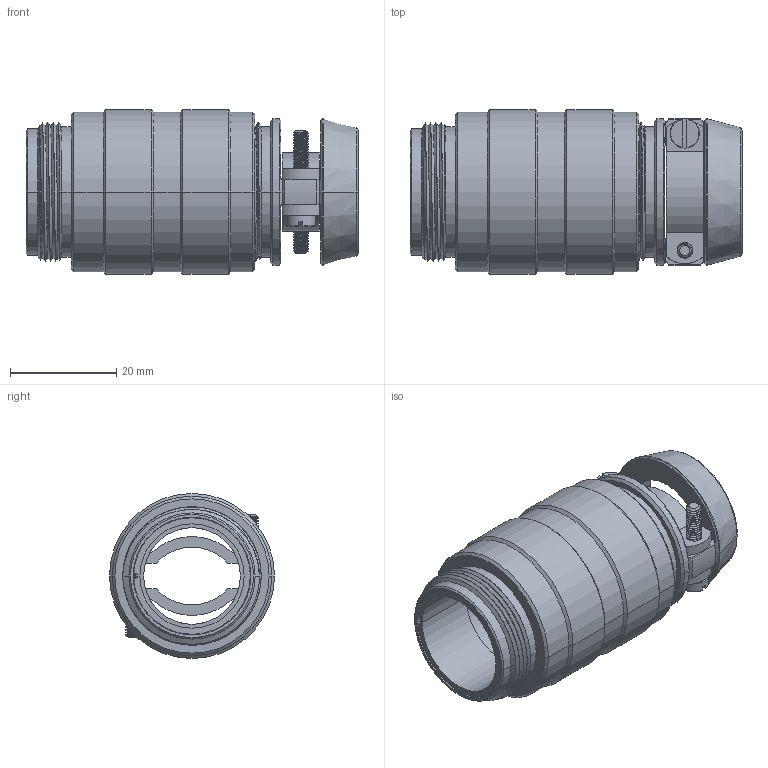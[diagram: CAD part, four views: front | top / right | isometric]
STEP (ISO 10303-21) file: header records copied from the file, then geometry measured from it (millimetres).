
FILE_DESCRIPTION((''),'2;1');
FILE_NAME('13304P1','2017-05-15T',('cgregory'),('NET AG system integration'),'CREO PARAMETRIC BY PTC INC, 2016260','CREO PARAMETRIC BY PTC INC, 2016260','');
FILE_SCHEMA(('AUTOMOTIVE_DESIGN { 1 0 10303 214 1 1 1 1 }'));
Length unit declared in the file: millimetre
Products named in the file (1): 13304P1
Bounding box: 62.4 x 31 x 31 mm (x, y, z)
Volume: 14920.9 mm3; surface area: 16547.8 mm2
Topology: 1 solids, 1 shells, 459 faces, 1297 edges, 839 vertices
Faces by surface type: cylinder 224, bspline 92, plane 62, cone 56, torus 25
Entity records: 34615 total; most frequent: CARTESIAN_POINT 22715, ORIENTED_EDGE 2594, DIRECTION 1733, EDGE_CURVE 1297, VERTEX_POINT 839, AXIS2_PLACEMENT_3D 656, B_SPLINE_CURVE_WITH_KNOTS 587, EDGE_LOOP 478
